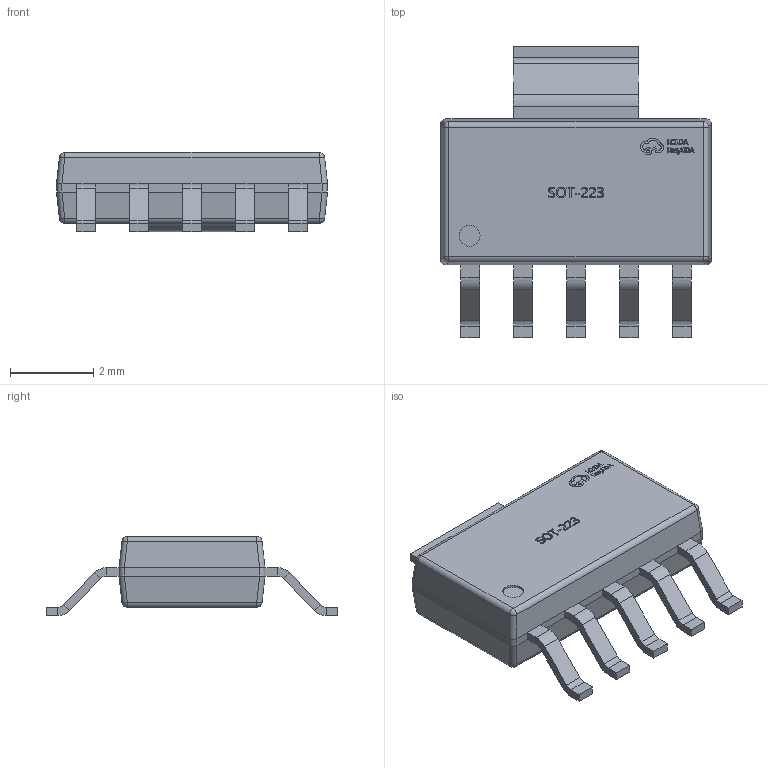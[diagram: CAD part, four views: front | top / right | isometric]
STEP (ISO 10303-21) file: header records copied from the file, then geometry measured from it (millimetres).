
FILE_DESCRIPTION (( 'STEP AP214' ), '1' );
FILE_NAME ('SOT-223-6_L6.5-W3.5-H1.6-LS7.0-P1.27.step', '2022-07-26T10:59:41', ( '' ), ( '' ), 'SwSTEP 2.0', 'SolidWorks 2020', '' );
FILE_SCHEMA (( 'AUTOMOTIVE_DESIGN' ));
Length unit declared in the file: millimetre
Products named in the file (1): SOT-223-6_L6.5-W3.5-H1.6-LS7.0-P1.27
Bounding box: 6.5 x 7 x 1.9 mm (x, y, z)
Volume: 39.6 mm3; surface area: 101.8 mm2
Topology: 14 solids, 14 shells, 553 faces, 1383 edges, 874 vertices
Faces by surface type: plane 339, bspline 160, cylinder 46, sphere 8
Entity records: 26144 total; most frequent: CARTESIAN_POINT 8107, ORIENTED_EDGE 2766, DIRECTION 1899, EDGE_CURVE 1383, LINE 959, VECTOR 959, VERTEX_POINT 874, EDGE_LOOP 581
